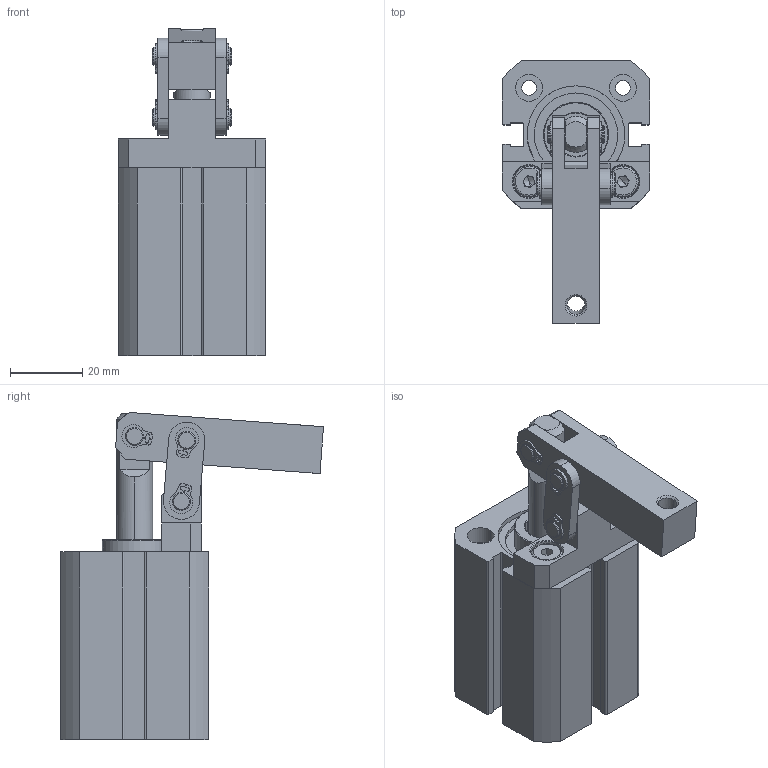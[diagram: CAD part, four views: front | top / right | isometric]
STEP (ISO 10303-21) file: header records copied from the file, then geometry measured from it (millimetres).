
FILE_DESCRIPTION (( 'STEP AP214' ), '1' );
FILE_NAME ('P12E-25.STEP', '2023-05-03T13:39:13', ( '' ), ( '' ), 'SwSTEP 2.0', 'SolidWorks 2015', '' );
FILE_SCHEMA (( 'AUTOMOTIVE_DESIGN' ));
Length unit declared in the file: millimetre
Products named in the file (14): DIN 5008-JV  (27x1,2)  顎L匠 SEGMAN; Ï25 PSK SIKIÌTIRMA EK¦PMANI; Ï25 SIKIÌTIRMA KOLU; Ï25 M¦L UCU BAºLANTI P¦M¦; KS-A 25 BORU_MANYETÝKLÝ  BORU; KS-A 25 ARKA KAPAK; PSK 25 ﾍN KAPAK_MANYETﾝKLﾝ ﾝﾇﾝN; P12E-25; DIN 471- Ï5x0.6 SEGMAN; PSK 25 PｦSTON MｦLｦ; Ï25 BAºLANTI PLAKASI; Ï25 KOL BAºLANTI P¦M¦; DIN 7984-M5x20 ¦MBUS C¦VATA; ﾏ25 KULP
Assembly tree (22 placements, depth 3):
  P12E-25
    KS-A 25 BORU_MANYETÝKLÝ  BORU
    KS-A 25 ARKA KAPAK
    PSK 25 ﾍN KAPAK_MANYETﾝKLﾝ ﾝﾇﾝN
    DIN 5008-JV  (27x1,2)  顎L匠 SEGMAN  x2
    PSK 25 PｦSTON MｦLｦ
    Ï25 PSK SIKIÌTIRMA EK¦PMANI
      ﾏ25 KULP
      DIN 7984-M5x20 ¦MBUS C¦VATA  x2
      Ï25 KOL BAºLANTI P¦M¦  x2
      Ï25 BAºLANTI PLAKASI  x2
      Ï25 SIKIÌTIRMA KOLU
      Ï25 M¦L UCU BAºLANTI P¦M¦
      DIN 471- Ï5x0.6 SEGMAN  x6
Bounding box: 41 x 72.84 x 90.63 mm (x, y, z)
Volume: 88618.1 mm3; surface area: 33859.8 mm2
Topology: 21 solids, 21 shells, 577 faces, 1431 edges, 930 vertices
Faces by surface type: cylinder 279, plane 224, cone 58, bspline 16
Entity records: 15359 total; most frequent: CARTESIAN_POINT 2116, DIRECTION 1978, ORIENTED_EDGE 1720, EDGE_CURVE 860, AXIS2_PLACEMENT_3D 771, VERTEX_POINT 557, VECTOR 436, LINE 436
